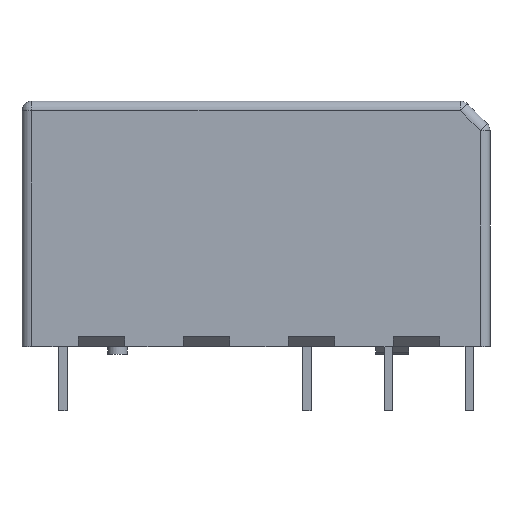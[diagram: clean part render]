
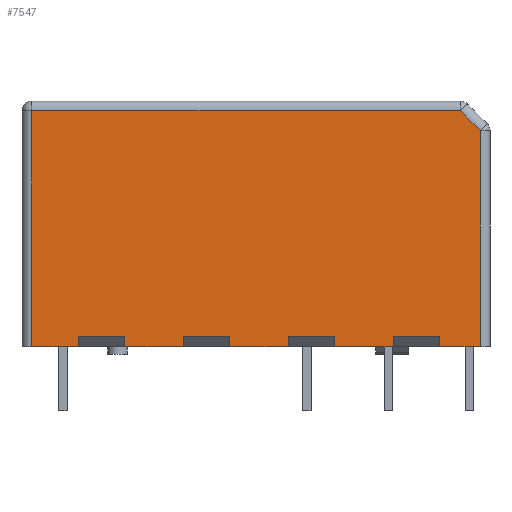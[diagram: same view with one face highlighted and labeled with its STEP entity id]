
A CAD part, front view. The second image highlights one B-rep face of the part: STEP entity #7547.
In plain terms, the highlighted face is planar.
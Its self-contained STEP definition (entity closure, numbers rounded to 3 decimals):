
#550=FACE_OUTER_BOUND('',#1000,.T.);
#1000=EDGE_LOOP('',(#5382,#5383,#5384,#5385,#5386,#5387,#5388,#5389,#5390,
#5391,#5392,#5393,#5394,#5395,#5396,#5397,#5398,#5399,#5400,#5401,#5402));
#1552=LINE('',#10561,#2423);
#1556=LINE('',#10570,#2427);
#1558=LINE('',#10573,#2429);
#1566=LINE('',#10590,#2437);
#1570=LINE('',#10599,#2441);
#1572=LINE('',#10602,#2443);
#1580=LINE('',#10619,#2451);
#1584=LINE('',#10628,#2455);
#1586=LINE('',#10631,#2457);
#1588=LINE('',#10639,#2459);
#1589=LINE('',#10640,#2460);
#1590=LINE('',#10641,#2461);
#1591=LINE('',#10643,#2462);
#1595=LINE('',#10651,#2466);
#1606=LINE('',#10681,#2477);
#1609=LINE('',#10686,#2480);
#1611=LINE('',#10689,#2482);
#1612=LINE('',#10693,#2483);
#1613=LINE('',#10695,#2484);
#1614=LINE('',#10697,#2485);
#1615=LINE('',#10698,#2486);
#2423=VECTOR('',#8713,0.601);
#2427=VECTOR('',#8721,0.601);
#2429=VECTOR('',#8725,2.878);
#2437=VECTOR('',#8737,0.601);
#2441=VECTOR('',#8745,0.601);
#2443=VECTOR('',#8749,2.878);
#2451=VECTOR('',#8761,0.601);
#2455=VECTOR('',#8769,0.601);
#2457=VECTOR('',#8773,2.878);
#2459=VECTOR('',#8781,2.528);
#2460=VECTOR('',#8782,3.622);
#2461=VECTOR('',#8783,3.622);
#2462=VECTOR('',#8784,3.622);
#2466=VECTOR('',#8788,2.894);
#2477=VECTOR('',#8811,0.601);
#2480=VECTOR('',#8816,2.878);
#2482=VECTOR('',#8820,0.601);
#2483=VECTOR('',#8825,13.381);
#2484=VECTOR('',#8826,1.737);
#2485=VECTOR('',#8827,26.572);
#2486=VECTOR('',#8828,14.609);
#3239=VERTEX_POINT('',#10555);
#3241=VERTEX_POINT('',#10559);
#3243=VERTEX_POINT('',#10567);
#3244=VERTEX_POINT('',#10569);
#3249=VERTEX_POINT('',#10584);
#3251=VERTEX_POINT('',#10588);
#3253=VERTEX_POINT('',#10596);
#3254=VERTEX_POINT('',#10598);
#3259=VERTEX_POINT('',#10613);
#3261=VERTEX_POINT('',#10617);
#3263=VERTEX_POINT('',#10625);
#3264=VERTEX_POINT('',#10627);
#3267=VERTEX_POINT('',#10637);
#3268=VERTEX_POINT('',#10642);
#3271=VERTEX_POINT('',#10648);
#3272=VERTEX_POINT('',#10650);
#3285=VERTEX_POINT('',#10679);
#3286=VERTEX_POINT('',#10684);
#3287=VERTEX_POINT('',#10692);
#3288=VERTEX_POINT('',#10694);
#3289=VERTEX_POINT('',#10696);
#4022=EDGE_CURVE('',#3239,#3241,#1552,.T.);
#4026=EDGE_CURVE('',#3244,#3243,#1556,.T.);
#4028=EDGE_CURVE('',#3241,#3244,#1558,.T.);
#4036=EDGE_CURVE('',#3249,#3251,#1566,.T.);
#4040=EDGE_CURVE('',#3254,#3253,#1570,.T.);
#4042=EDGE_CURVE('',#3251,#3254,#1572,.T.);
#4050=EDGE_CURVE('',#3259,#3261,#1580,.T.);
#4054=EDGE_CURVE('',#3264,#3263,#1584,.T.);
#4056=EDGE_CURVE('',#3261,#3264,#1586,.T.);
#4060=EDGE_CURVE('',#3267,#3243,#1588,.T.);
#4061=EDGE_CURVE('',#3239,#3253,#1589,.T.);
#4062=EDGE_CURVE('',#3249,#3263,#1590,.T.);
#4063=EDGE_CURVE('',#3259,#3268,#1591,.T.);
#4067=EDGE_CURVE('',#3271,#3272,#1595,.T.);
#4082=EDGE_CURVE('',#3271,#3285,#1606,.T.);
#4085=EDGE_CURVE('',#3285,#3286,#1609,.T.);
#4087=EDGE_CURVE('',#3286,#3268,#1611,.T.);
#4088=EDGE_CURVE('',#3287,#3267,#1612,.T.);
#4089=EDGE_CURVE('',#3288,#3287,#1613,.T.);
#4090=EDGE_CURVE('',#3289,#3288,#1614,.T.);
#4091=EDGE_CURVE('',#3272,#3289,#1615,.T.);
#5382=ORIENTED_EDGE('',*,*,#4026,.T.);
#5383=ORIENTED_EDGE('',*,*,#4060,.F.);
#5384=ORIENTED_EDGE('',*,*,#4088,.F.);
#5385=ORIENTED_EDGE('',*,*,#4089,.F.);
#5386=ORIENTED_EDGE('',*,*,#4090,.F.);
#5387=ORIENTED_EDGE('',*,*,#4091,.F.);
#5388=ORIENTED_EDGE('',*,*,#4067,.F.);
#5389=ORIENTED_EDGE('',*,*,#4082,.T.);
#5390=ORIENTED_EDGE('',*,*,#4085,.T.);
#5391=ORIENTED_EDGE('',*,*,#4087,.T.);
#5392=ORIENTED_EDGE('',*,*,#4063,.F.);
#5393=ORIENTED_EDGE('',*,*,#4050,.T.);
#5394=ORIENTED_EDGE('',*,*,#4056,.T.);
#5395=ORIENTED_EDGE('',*,*,#4054,.T.);
#5396=ORIENTED_EDGE('',*,*,#4062,.F.);
#5397=ORIENTED_EDGE('',*,*,#4036,.T.);
#5398=ORIENTED_EDGE('',*,*,#4042,.T.);
#5399=ORIENTED_EDGE('',*,*,#4040,.T.);
#5400=ORIENTED_EDGE('',*,*,#4061,.F.);
#5401=ORIENTED_EDGE('',*,*,#4022,.T.);
#5402=ORIENTED_EDGE('',*,*,#4028,.T.);
#7223=PLANE('',#8030);
#7547=ADVANCED_FACE('',(#550),#7223,.T.);
#8030=AXIS2_PLACEMENT_3D('',#10691,#8823,#8824);
#8713=DIRECTION('',(0.,0.,-1.));
#8721=DIRECTION('',(0.,0.,1.));
#8725=DIRECTION('',(1.,0.,0.));
#8737=DIRECTION('',(0.,0.,-1.));
#8745=DIRECTION('',(0.,0.,1.));
#8749=DIRECTION('',(1.,0.,0.));
#8761=DIRECTION('',(0.,0.,-1.));
#8769=DIRECTION('',(0.,0.,1.));
#8773=DIRECTION('',(1.,0.,0.));
#8781=DIRECTION('',(-1.,0.,0.));
#8782=DIRECTION('',(-1.,0.,0.));
#8783=DIRECTION('',(-1.,0.,0.));
#8784=DIRECTION('',(-1.,0.,0.));
#8788=DIRECTION('',(-1.,0.,0.));
#8811=DIRECTION('',(0.,0.,-1.));
#8816=DIRECTION('',(1.,0.,0.));
#8820=DIRECTION('',(0.,0.,1.));
#8823=DIRECTION('center_axis',(0.,1.,0.));
#8824=DIRECTION('ref_axis',(-1.,0.,0.));
#8825=DIRECTION('',(0.,0.,1.));
#8826=DIRECTION('',(0.707,0.,0.707));
#8827=DIRECTION('',(1.,0.,0.));
#8828=DIRECTION('',(0.,0.,-1.));
#10555=CARTESIAN_POINT('',(8.494,6.35,0.));
#10559=CARTESIAN_POINT('',(8.494,6.35,-0.601));
#10561=CARTESIAN_POINT('',(8.494,6.35,0.3));
#10567=CARTESIAN_POINT('',(11.372,6.35,0.));
#10569=CARTESIAN_POINT('',(11.372,6.35,-0.601));
#10570=CARTESIAN_POINT('',(11.372,6.35,-0.3));
#10573=CARTESIAN_POINT('',(11.472,6.35,-0.601));
#10584=CARTESIAN_POINT('',(1.994,6.35,0.));
#10588=CARTESIAN_POINT('',(1.994,6.35,-0.601));
#10590=CARTESIAN_POINT('',(1.994,6.35,0.3));
#10596=CARTESIAN_POINT('',(4.872,6.35,0.));
#10598=CARTESIAN_POINT('',(4.872,6.35,-0.601));
#10599=CARTESIAN_POINT('',(4.872,6.35,-0.3));
#10602=CARTESIAN_POINT('',(8.222,6.35,-0.601));
#10613=CARTESIAN_POINT('',(-4.506,6.35,0.));
#10617=CARTESIAN_POINT('',(-4.506,6.35,-0.601));
#10619=CARTESIAN_POINT('',(-4.506,6.35,0.3));
#10625=CARTESIAN_POINT('',(-1.628,6.35,0.));
#10627=CARTESIAN_POINT('',(-1.628,6.35,-0.601));
#10628=CARTESIAN_POINT('',(-1.628,6.35,-0.3));
#10631=CARTESIAN_POINT('',(4.972,6.35,-0.601));
#10637=CARTESIAN_POINT('',(13.9,6.35,0.));
#10639=CARTESIAN_POINT('',(13.85,6.35,0.));
#10640=CARTESIAN_POINT('',(13.85,6.35,0.));
#10641=CARTESIAN_POINT('',(13.85,6.35,0.));
#10642=CARTESIAN_POINT('',(-8.128,6.35,0.));
#10643=CARTESIAN_POINT('',(13.85,6.35,0.));
#10648=CARTESIAN_POINT('',(-11.006,6.35,0.));
#10650=CARTESIAN_POINT('',(-13.9,6.35,0.));
#10651=CARTESIAN_POINT('',(13.85,6.35,0.));
#10679=CARTESIAN_POINT('',(-11.006,6.35,-0.601));
#10681=CARTESIAN_POINT('',(-11.006,6.35,0.3));
#10684=CARTESIAN_POINT('',(-8.128,6.35,-0.601));
#10686=CARTESIAN_POINT('',(1.722,6.35,-0.601));
#10689=CARTESIAN_POINT('',(-8.128,6.35,-0.3));
#10691=CARTESIAN_POINT('Origin',(14.45,6.35,0.));
#10692=CARTESIAN_POINT('',(13.9,6.35,-13.381));
#10693=CARTESIAN_POINT('',(13.9,6.35,0.));
#10694=CARTESIAN_POINT('',(12.672,6.35,-14.609));
#10695=CARTESIAN_POINT('',(16.735,6.35,-10.546));
#10696=CARTESIAN_POINT('',(-13.9,6.35,-14.609));
#10697=CARTESIAN_POINT('',(7.225,6.35,-14.609));
#10698=CARTESIAN_POINT('',(-13.9,6.35,0.));
